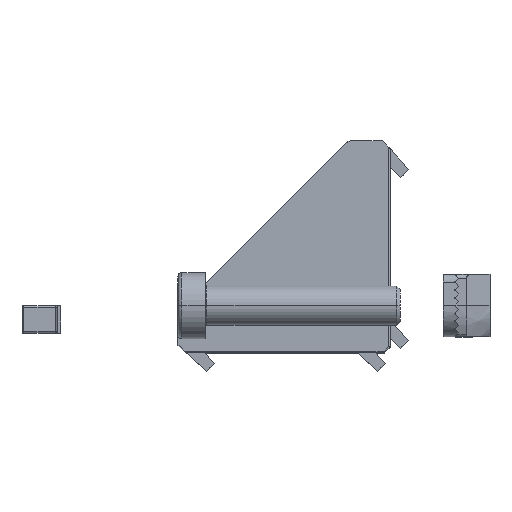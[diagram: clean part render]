
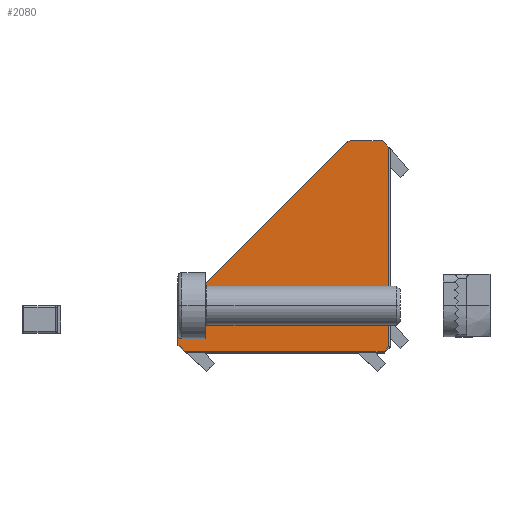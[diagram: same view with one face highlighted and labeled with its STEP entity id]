
A CAD part, top view. The second image highlights one B-rep face of the part: STEP entity #2080.
In plain terms, the highlighted planar face has unit normal (0.012, -0.012, 1).
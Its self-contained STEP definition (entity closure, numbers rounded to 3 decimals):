
#210 = LINE ( 'NONE', #8801, #2657 ) ;
#256 = CARTESIAN_POINT ( 'NONE',  ( -5.43, 27.097, 14. ) ) ;
#890 = VERTEX_POINT ( 'NONE', #5471 ) ;
#1039 = DIRECTION ( 'NONE',  ( 0., -1., -0.012 ) ) ;
#1057 = ORIENTED_EDGE ( 'NONE', *, *, #2670, .T. ) ;
#1135 = VECTOR ( 'NONE', #6611, 1000. ) ;
#1140 = EDGE_CURVE ( 'NONE', #3452, #8807, #4903, .T. ) ;
#1242 = LINE ( 'NONE', #6791, #3389 ) ;
#1339 = CARTESIAN_POINT ( 'NONE',  ( -26.36, 0.198, 13.926 ) ) ;
#1525 = EDGE_CURVE ( 'NONE', #10452, #2457, #1622, .T. ) ;
#1607 = DIRECTION ( 'NONE',  ( 0., 1., 0.012 ) ) ;
#1622 =( BOUNDED_CURVE ( )  B_SPLINE_CURVE ( 3, ( #3311, #8252, #9111, #4153 ),
 .UNSPECIFIED., .F., .F. ) 
 B_SPLINE_CURVE_WITH_KNOTS ( ( 4, 4 ),
 ( 3.142, 3.927 ),
 .UNSPECIFIED. ) 
 CURVE ( )  GEOMETRIC_REPRESENTATION_ITEM ( )  RATIONAL_B_SPLINE_CURVE ( ( 1., 0.949, 0.949, 1. ) ) 
 REPRESENTATION_ITEM ( '' )  );
#1645 = FACE_OUTER_BOUND ( 'NONE', #2361, .T. ) ;
#2080 = ADVANCED_FACE ( 'NONE', ( #1645 ), #9084, .T. ) ;
#2361 = EDGE_LOOP ( 'NONE', ( #4033, #9143, #3185, #7115, #4612, #4522, #8740, #1057, #8753, #4483 ) ) ;
#2426 = CARTESIAN_POINT ( 'NONE',  ( -1.038, 27.2, 13.947 ) ) ;
#2457 = VERTEX_POINT ( 'NONE', #3048 ) ;
#2657 = VECTOR ( 'NONE', #3856, 1000. ) ;
#2670 = EDGE_CURVE ( 'NONE', #3149, #10452, #5493, .T. ) ;
#2719 = VECTOR ( 'NONE', #9072, 1000. ) ;
#2940 = VECTOR ( 'NONE', #10637, 1000. ) ;
#3048 = CARTESIAN_POINT ( 'NONE',  ( -27.2, 4.913, 13.995 ) ) ;
#3149 = VERTEX_POINT ( 'NONE', #7813 ) ;
#3185 = ORIENTED_EDGE ( 'NONE', *, *, #1140, .T. ) ;
#3280 = CARTESIAN_POINT ( 'NONE',  ( -0.198, 0.787, 13.611 ) ) ;
#3311 = CARTESIAN_POINT ( 'NONE',  ( -26.907, 5.62, 14. ) ) ;
#3389 = VECTOR ( 'NONE', #1039, 1000. ) ;
#3452 = VERTEX_POINT ( 'NONE', #10651 ) ;
#3453 = CARTESIAN_POINT ( 'NONE',  ( -1.038, 27.201, 13.947 ) ) ;
#3459 = EDGE_CURVE ( 'NONE', #8807, #4587, #6074, .T. ) ;
#3521 = CARTESIAN_POINT ( 'NONE',  ( -4.913, 27.2, 13.995 ) ) ;
#3856 = DIRECTION ( 'NONE',  ( 1., 0., -0.012 ) ) ;
#3862 = CARTESIAN_POINT ( 'NONE',  ( -27.201, 1.038, 13.947 ) ) ;
#4033 = ORIENTED_EDGE ( 'NONE', *, *, #9619, .T. ) ;
#4140 = DIRECTION ( 'NONE',  ( 0.012, -0.012, 1. ) ) ;
#4153 = CARTESIAN_POINT ( 'NONE',  ( -27.2, 4.913, 13.995 ) ) ;
#4350 = VERTEX_POINT ( 'NONE', #7643 ) ;
#4483 = ORIENTED_EDGE ( 'NONE', *, *, #7868, .T. ) ;
#4522 = ORIENTED_EDGE ( 'NONE', *, *, #4648, .T. ) ;
#4587 = VERTEX_POINT ( 'NONE', #4830 ) ;
#4612 = ORIENTED_EDGE ( 'NONE', *, *, #4828, .T. ) ;
#4648 = EDGE_CURVE ( 'NONE', #890, #5843, #7330, .T. ) ;
#4828 = EDGE_CURVE ( 'NONE', #4587, #890, #7970, .T. ) ;
#4830 = CARTESIAN_POINT ( 'NONE',  ( -0.198, 26.36, 13.926 ) ) ;
#4903 = LINE ( 'NONE', #6615, #2719 ) ;
#4968 =( BOUNDED_CURVE ( )  B_SPLINE_CURVE ( 3, ( #3521, #8463, #256, #6023 ),
 .UNSPECIFIED., .F., .F. ) 
 B_SPLINE_CURVE_WITH_KNOTS ( ( 4, 4 ),
 ( 2.356, 3.142 ),
 .UNSPECIFIED. ) 
 CURVE ( )  GEOMETRIC_REPRESENTATION_ITEM ( )  RATIONAL_B_SPLINE_CURVE ( ( 1., 0.949, 0.949, 1. ) ) 
 REPRESENTATION_ITEM ( '' )  );
#5471 = CARTESIAN_POINT ( 'NONE',  ( -1.037, 27.2, 13.947 ) ) ;
#5493 = LINE ( 'NONE', #9924, #1135 ) ;
#5800 = VECTOR ( 'NONE', #1607, 1000. ) ;
#5843 = VERTEX_POINT ( 'NONE', #8364 ) ;
#5946 = DIRECTION ( 'NONE',  ( -0.707, 0.707, 0.017 ) ) ;
#6023 = CARTESIAN_POINT ( 'NONE',  ( -5.62, 26.907, 14. ) ) ;
#6074 = LINE ( 'NONE', #9841, #5800 ) ;
#6441 = EDGE_CURVE ( 'NONE', #5843, #3149, #4968, .T. ) ;
#6611 = DIRECTION ( 'NONE',  ( -0.707, -0.707, 0. ) ) ;
#6615 = CARTESIAN_POINT ( 'NONE',  ( -0.139, 0.846, 13.611 ) ) ;
#6699 = EDGE_CURVE ( 'NONE', #7668, #3452, #210, .T. ) ;
#6791 = CARTESIAN_POINT ( 'NONE',  ( -27.2, 4.913, 13.995 ) ) ;
#6922 = CARTESIAN_POINT ( 'NONE',  ( -26.907, 5.62, 14. ) ) ;
#7115 = ORIENTED_EDGE ( 'NONE', *, *, #3459, .T. ) ;
#7330 = LINE ( 'NONE', #2426, #2940 ) ;
#7643 = CARTESIAN_POINT ( 'NONE',  ( -27.2, 1.037, 13.947 ) ) ;
#7668 = VERTEX_POINT ( 'NONE', #1339 ) ;
#7813 = CARTESIAN_POINT ( 'NONE',  ( -5.62, 26.907, 14. ) ) ;
#7868 = EDGE_CURVE ( 'NONE', #2457, #4350, #1242, .T. ) ;
#7970 = LINE ( 'NONE', #3453, #10184 ) ;
#8252 = CARTESIAN_POINT ( 'NONE',  ( -27.097, 5.43, 14. ) ) ;
#8364 = CARTESIAN_POINT ( 'NONE',  ( -4.913, 27.2, 13.995 ) ) ;
#8463 = CARTESIAN_POINT ( 'NONE',  ( -5.181, 27.2, 13.998 ) ) ;
#8740 = ORIENTED_EDGE ( 'NONE', *, *, #6441, .T. ) ;
#8753 = ORIENTED_EDGE ( 'NONE', *, *, #1525, .T. ) ;
#8801 = CARTESIAN_POINT ( 'NONE',  ( -0.707, 0.198, 13.61 ) ) ;
#8807 = VERTEX_POINT ( 'NONE', #3280 ) ;
#9072 = DIRECTION ( 'NONE',  ( 0.707, 0.707, 0. ) ) ;
#9084 = PLANE ( 'NONE',  #9582 ) ;
#9111 = CARTESIAN_POINT ( 'NONE',  ( -27.2, 5.181, 13.998 ) ) ;
#9143 = ORIENTED_EDGE ( 'NONE', *, *, #6699, .T. ) ;
#9582 = AXIS2_PLACEMENT_3D ( 'NONE', #9902, #4140, #9936 ) ;
#9619 = EDGE_CURVE ( 'NONE', #4350, #7668, #10251, .T. ) ;
#9652 = DIRECTION ( 'NONE',  ( 0.707, -0.707, -0.017 ) ) ;
#9841 = CARTESIAN_POINT ( 'NONE',  ( -0.198, 26.163, 13.924 ) ) ;
#9902 = CARTESIAN_POINT ( 'NONE',  ( -5.62, 26.907, 14. ) ) ;
#9924 = CARTESIAN_POINT ( 'NONE',  ( -5.62, 26.907, 14. ) ) ;
#9936 = DIRECTION ( 'NONE',  ( 1., 0., -0.012 ) ) ;
#10184 = VECTOR ( 'NONE', #5946, 1000. ) ;
#10251 = LINE ( 'NONE', #3862, #10503 ) ;
#10452 = VERTEX_POINT ( 'NONE', #6922 ) ;
#10503 = VECTOR ( 'NONE', #9652, 1000. ) ;
#10637 = DIRECTION ( 'NONE',  ( -1., 0., 0.012 ) ) ;
#10651 = CARTESIAN_POINT ( 'NONE',  ( -0.787, 0.198, 13.611 ) ) ;
